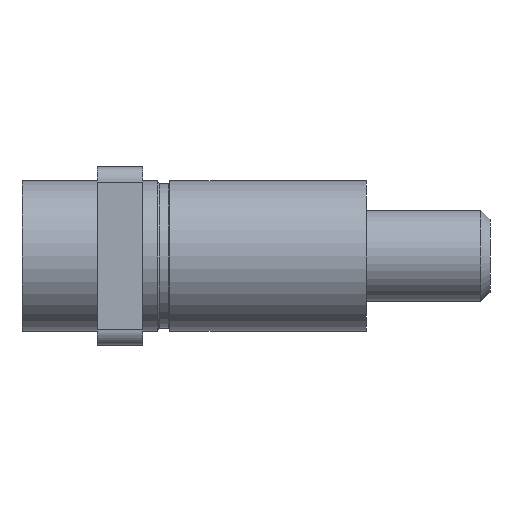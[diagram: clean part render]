
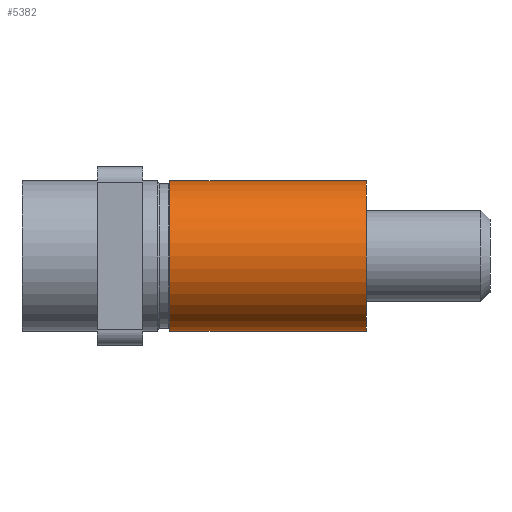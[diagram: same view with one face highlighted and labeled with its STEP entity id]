
A CAD part, left-side view. The second image highlights one B-rep face of the part: STEP entity #5382.
In plain terms, the highlighted cylindrical face has radius 2.5 mm (diameter 5 mm), a partial arc.
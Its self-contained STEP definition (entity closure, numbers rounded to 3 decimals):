
#97 = DIRECTION ( 'NONE',  ( 0., -1., 0. ) ) ;
#173 = ORIENTED_EDGE ( 'NONE', *, *, #3835, .T. ) ;
#258 = EDGE_CURVE ( 'NONE', #2873, #1540, #4941, .T. ) ;
#619 = CARTESIAN_POINT ( 'NONE',  ( -7.419, -7.256, 0.669 ) ) ;
#704 = CARTESIAN_POINT ( 'NONE',  ( -7.419, -7.256, 3.169 ) ) ;
#811 = VECTOR ( 'NONE', #6080, 1000. ) ;
#1000 = LINE ( 'NONE', #704, #5101 ) ;
#1073 = EDGE_CURVE ( 'NONE', #4118, #5745, #2327, .T. ) ;
#1263 = AXIS2_PLACEMENT_3D ( 'NONE', #619, #6249, #4228 ) ;
#1540 = VERTEX_POINT ( 'NONE', #4879 ) ;
#1665 = CARTESIAN_POINT ( 'NONE',  ( -7.419, -7.256, 3.169 ) ) ;
#2022 = ORIENTED_EDGE ( 'NONE', *, *, #5809, .F. ) ;
#2170 = LINE ( 'NONE', #2474, #811 ) ;
#2327 = CIRCLE ( 'NONE', #4515, 2.5 ) ;
#2474 = CARTESIAN_POINT ( 'NONE',  ( -7.419, -7.256, -1.831 ) ) ;
#2862 = DIRECTION ( 'NONE',  ( 0., -1., 0. ) ) ;
#2873 = VERTEX_POINT ( 'NONE', #3717 ) ;
#3165 = CARTESIAN_POINT ( 'NONE',  ( -7.419, -0.756, 0.669 ) ) ;
#3216 = AXIS2_PLACEMENT_3D ( 'NONE', #3165, #97, #3694 ) ;
#3369 = ORIENTED_EDGE ( 'NONE', *, *, #258, .T. ) ;
#3694 = DIRECTION ( 'NONE',  ( 0., 0., -1. ) ) ;
#3709 = CARTESIAN_POINT ( 'NONE',  ( -7.419, -7.256, -1.831 ) ) ;
#3717 = CARTESIAN_POINT ( 'NONE',  ( -7.419, -0.756, 3.169 ) ) ;
#3835 = EDGE_CURVE ( 'NONE', #1540, #5745, #2170, .T. ) ;
#3910 = FACE_OUTER_BOUND ( 'NONE', #4033, .T. ) ;
#4033 = EDGE_LOOP ( 'NONE', ( #2022, #3369, #173, #6252 ) ) ;
#4118 = VERTEX_POINT ( 'NONE', #1665 ) ;
#4228 = DIRECTION ( 'NONE',  ( 0., 0., -1. ) ) ;
#4515 = AXIS2_PLACEMENT_3D ( 'NONE', #5939, #2862, #6463 ) ;
#4879 = CARTESIAN_POINT ( 'NONE',  ( -7.419, -0.756, -1.831 ) ) ;
#4941 = CIRCLE ( 'NONE', #3216, 2.5 ) ;
#5101 = VECTOR ( 'NONE', #6322, 1000. ) ;
#5382 = ADVANCED_FACE ( 'NONE', ( #3910 ), #5997, .T. ) ;
#5745 = VERTEX_POINT ( 'NONE', #3709 ) ;
#5809 = EDGE_CURVE ( 'NONE', #2873, #4118, #1000, .T. ) ;
#5939 = CARTESIAN_POINT ( 'NONE',  ( -7.419, -7.256, 0.669 ) ) ;
#5997 = CYLINDRICAL_SURFACE ( 'NONE', #1263, 2.5 ) ;
#6080 = DIRECTION ( 'NONE',  ( 0., -1., 0. ) ) ;
#6249 = DIRECTION ( 'NONE',  ( 0., -1., 0. ) ) ;
#6252 = ORIENTED_EDGE ( 'NONE', *, *, #1073, .F. ) ;
#6322 = DIRECTION ( 'NONE',  ( 0., -1., 0. ) ) ;
#6463 = DIRECTION ( 'NONE',  ( 0., 0., -1. ) ) ;
